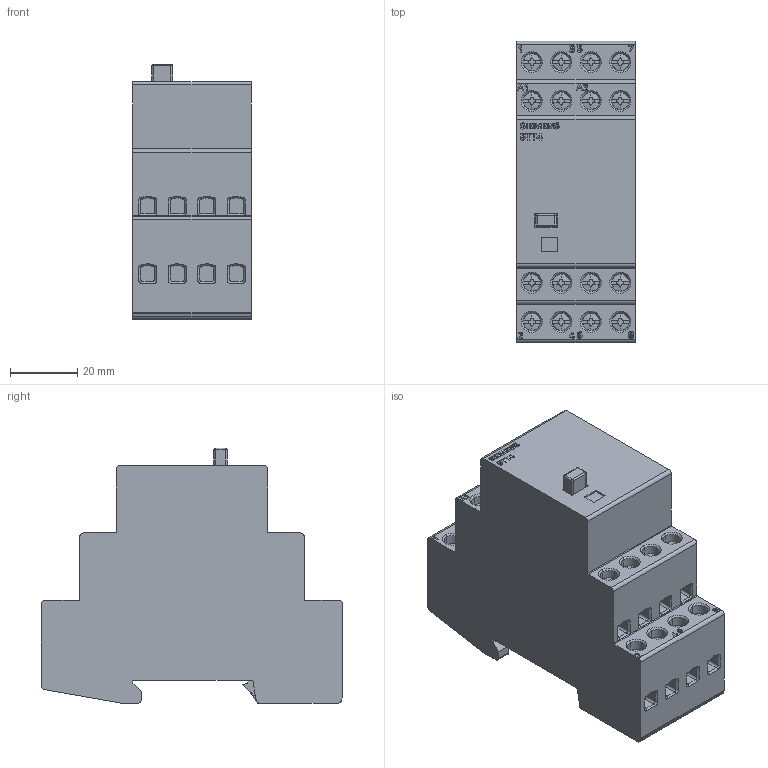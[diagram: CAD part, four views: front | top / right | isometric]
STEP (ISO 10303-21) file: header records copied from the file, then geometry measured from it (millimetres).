
FILE_DESCRIPTION(('STEP AP214'),'1');
FILE_NAME('cctmp_09390802-8A2A-4FE4-8B0F-81EBA10A8F27_2023_07_24_21_13_22_0649..stp','2023-07-24T19:13:23',('SIEMENS A&D'),('CADClick - www.CADClick.com'),'Spatial InterOp 3D postprocessed',' ','unknown authorization');
FILE_SCHEMA(('AUTOMOTIVE_DESIGN'));
Length unit declared in the file: millimetre
Products named in the file (1): 2023_07_24_21_13_22_0602
Bounding box: 35.2 x 89.8 x 76.26 mm (x, y, z)
Volume: 160054.7 mm3; surface area: 27662.8 mm2
Topology: 1 solids, 17 shells, 1341 faces, 3625 edges, 2380 vertices
Faces by surface type: plane 644, cylinder 489, sphere 68, torus 64, extrusion 44, cone 32
Entity records: 50295 total; most frequent: CARTESIAN_POINT 12198, ORIENTED_EDGE 7242, DIRECTION 7020, EDGE_CURVE 3621, AXIS2_PLACEMENT_3D 2520, VERTEX_POINT 2380, VECTOR 1980, LINE 1936
